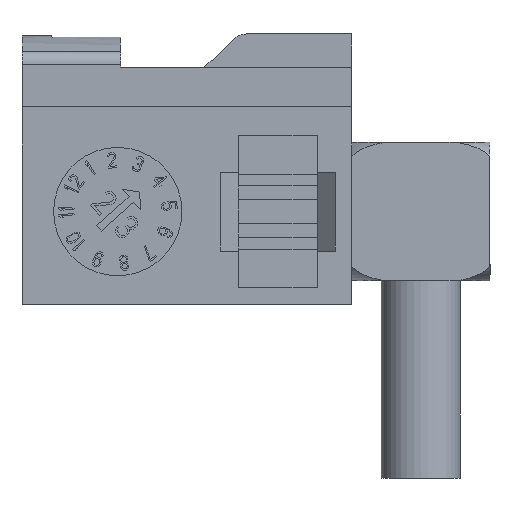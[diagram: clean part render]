
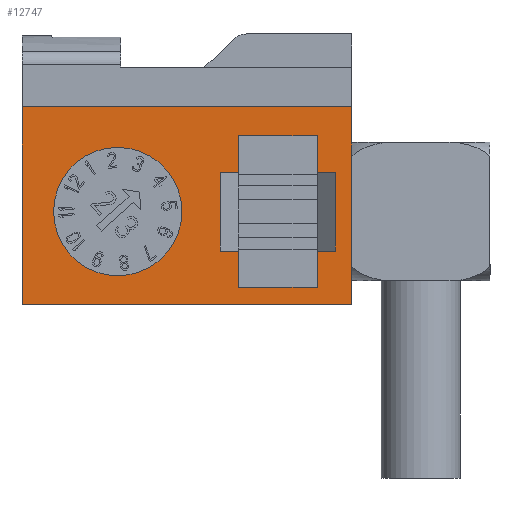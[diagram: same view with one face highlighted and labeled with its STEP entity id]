
A CAD part, front view. The second image highlights one B-rep face of the part: STEP entity #12747.
In plain terms, the highlighted planar face has unit normal (0, -1, 0).
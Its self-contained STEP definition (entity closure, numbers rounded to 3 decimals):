
#945 = CARTESIAN_POINT ( 'NONE',  ( 5.34, -4.75, -2. ) ) ;
#959 = VERTEX_POINT ( 'NONE', #20165 ) ;
#1416 = LINE ( 'NONE', #39068, #34197 ) ;
#1544 = VECTOR ( 'NONE', #13669, 1000. ) ;
#1674 = VERTEX_POINT ( 'NONE', #16469 ) ;
#1933 = CARTESIAN_POINT ( 'NONE',  ( 4., -4.75, 0. ) ) ;
#2053 = DIRECTION ( 'NONE',  ( 0., -1., 0. ) ) ;
#2588 = LINE ( 'NONE', #9780, #23368 ) ;
#2613 = CARTESIAN_POINT ( 'NONE',  ( 5.34, -4.75, 3.835 ) ) ;
#2780 = CARTESIAN_POINT ( 'NONE',  ( 6.855, -4.75, 2. ) ) ;
#2907 = VERTEX_POINT ( 'NONE', #38493 ) ;
#3032 = CARTESIAN_POINT ( 'NONE',  ( 6.855, -4.75, -3.835 ) ) ;
#3497 = LINE ( 'NONE', #21324, #33198 ) ;
#3521 = CARTESIAN_POINT ( 'NONE',  ( 12.6, -4.75, 0. ) ) ;
#3526 = EDGE_CURVE ( 'NONE', #25069, #7233, #31651, .T. ) ;
#4866 = CARTESIAN_POINT ( 'NONE',  ( 11.77, -4.75, -2. ) ) ;
#5354 = DIRECTION ( 'NONE',  ( -1., 0., 0. ) ) ;
#5439 = CARTESIAN_POINT ( 'NONE',  ( 5.94, -4.75, 3.887 ) ) ;
#5644 = ORIENTED_EDGE ( 'NONE', *, *, #12251, .T. ) ;
#6232 = EDGE_CURVE ( 'NONE', #18586, #959, #33438, .T. ) ;
#7175 = DIRECTION ( 'NONE',  ( 0., 0., -1. ) ) ;
#7233 = VERTEX_POINT ( 'NONE', #36228 ) ;
#7391 = VERTEX_POINT ( 'NONE', #43007 ) ;
#7466 = EDGE_CURVE ( 'NONE', #959, #24233, #22889, .T. ) ;
#8222 = DIRECTION ( 'NONE',  ( 1., 0., 0. ) ) ;
#8309 = VERTEX_POINT ( 'NONE', #3032 ) ;
#8687 = CIRCLE ( 'NONE', #14422, 3.25 ) ;
#8773 = VERTEX_POINT ( 'NONE', #32955 ) ;
#8991 = VERTEX_POINT ( 'NONE', #9159 ) ;
#9159 = CARTESIAN_POINT ( 'NONE',  ( 5.94, -4.75, 2. ) ) ;
#9311 = ORIENTED_EDGE ( 'NONE', *, *, #29416, .F. ) ;
#9669 = VERTEX_POINT ( 'NONE', #32536 ) ;
#9780 = CARTESIAN_POINT ( 'NONE',  ( -4.1, -4.75, -4.7 ) ) ;
#9937 = LINE ( 'NONE', #30051, #15116 ) ;
#10064 = EDGE_CURVE ( 'NONE', #1674, #39813, #41880, .T. ) ;
#10180 = ORIENTED_EDGE ( 'NONE', *, *, #21177, .T. ) ;
#10230 = DIRECTION ( 'NONE',  ( -1., 0., 0. ) ) ;
#10409 = VERTEX_POINT ( 'NONE', #12676 ) ;
#10655 = EDGE_CURVE ( 'NONE', #31010, #24233, #31616, .T. ) ;
#12251 = EDGE_CURVE ( 'NONE', #10409, #8309, #22884, .T. ) ;
#12676 = CARTESIAN_POINT ( 'NONE',  ( 10.855, -4.75, -3.835 ) ) ;
#12722 = DIRECTION ( 'NONE',  ( -1., 0., 0. ) ) ;
#12744 = EDGE_LOOP ( 'NONE', ( #13971, #38114 ) ) ;
#12747 = ADVANCED_FACE ( 'NONE', ( #14330, #28113, #35080 ), #17957, .F. ) ;
#12925 = EDGE_CURVE ( 'NONE', #7391, #31010, #23958, .T. ) ;
#13033 = DIRECTION ( 'NONE',  ( 0., -1., 0. ) ) ;
#13466 = EDGE_LOOP ( 'NONE', ( #9311, #36093, #26850, #39456 ) ) ;
#13669 = DIRECTION ( 'NONE',  ( 0., 0., -1. ) ) ;
#13971 = ORIENTED_EDGE ( 'NONE', *, *, #10064, .F. ) ;
#13996 = ORIENTED_EDGE ( 'NONE', *, *, #10655, .F. ) ;
#14297 = LINE ( 'NONE', #21750, #28283 ) ;
#14330 = FACE_BOUND ( 'NONE', #12744, .T. ) ;
#14422 = AXIS2_PLACEMENT_3D ( 'NONE', #33590, #13033, #27281 ) ;
#14517 = DIRECTION ( 'NONE',  ( -1., 0., 0. ) ) ;
#14929 = DIRECTION ( 'NONE',  ( 1., 0., 0. ) ) ;
#15116 = VECTOR ( 'NONE', #16256, 1000. ) ;
#15538 = EDGE_LOOP ( 'NONE', ( #20262, #25264, #44344, #10180, #5644, #27997, #34300, #34721, #27328, #16258, #22353, #13996 ) ) ;
#16167 = VECTOR ( 'NONE', #34573, 1000. ) ;
#16256 = DIRECTION ( 'NONE',  ( 0., 0., -1. ) ) ;
#16258 = ORIENTED_EDGE ( 'NONE', *, *, #6232, .T. ) ;
#16469 = CARTESIAN_POINT ( 'NONE',  ( -2.5, -4.75, 0. ) ) ;
#17957 = PLANE ( 'NONE',  #34425 ) ;
#17970 = CARTESIAN_POINT ( 'NONE',  ( 6.855, -4.75, -2. ) ) ;
#18260 = CARTESIAN_POINT ( 'NONE',  ( 10.855, -4.75, 2. ) ) ;
#18477 = VECTOR ( 'NONE', #30084, 1000. ) ;
#18586 = VERTEX_POINT ( 'NONE', #32471 ) ;
#18698 = LINE ( 'NONE', #32460, #38392 ) ;
#19062 = CARTESIAN_POINT ( 'NONE',  ( 10.855, -4.75, 2. ) ) ;
#19077 = VERTEX_POINT ( 'NONE', #21993 ) ;
#19162 = VECTOR ( 'NONE', #42972, 1000. ) ;
#20046 = VECTOR ( 'NONE', #12722, 1000. ) ;
#20165 = CARTESIAN_POINT ( 'NONE',  ( 6.855, -4.75, 3.835 ) ) ;
#20262 = ORIENTED_EDGE ( 'NONE', *, *, #12925, .F. ) ;
#21177 = EDGE_CURVE ( 'NONE', #8773, #10409, #9937, .T. ) ;
#21324 = CARTESIAN_POINT ( 'NONE',  ( 10.855, -4.75, -2. ) ) ;
#21750 = CARTESIAN_POINT ( 'NONE',  ( -4.1, -4.75, 5.3 ) ) ;
#21792 = EDGE_CURVE ( 'NONE', #32580, #8773, #3497, .T. ) ;
#21993 = CARTESIAN_POINT ( 'NONE',  ( 12.6, -4.75, 5.3 ) ) ;
#22353 = ORIENTED_EDGE ( 'NONE', *, *, #7466, .T. ) ;
#22400 = LINE ( 'NONE', #5439, #22788 ) ;
#22788 = VECTOR ( 'NONE', #43170, 1000. ) ;
#22884 = LINE ( 'NONE', #36640, #20046 ) ;
#22889 = LINE ( 'NONE', #2613, #34288 ) ;
#23141 = AXIS2_PLACEMENT_3D ( 'NONE', #36285, #2053, #38015 ) ;
#23368 = VECTOR ( 'NONE', #34102, 1000. ) ;
#23958 = LINE ( 'NONE', #27852, #26527 ) ;
#24233 = VERTEX_POINT ( 'NONE', #38750 ) ;
#25069 = VERTEX_POINT ( 'NONE', #17970 ) ;
#25264 = ORIENTED_EDGE ( 'NONE', *, *, #30552, .T. ) ;
#25478 = EDGE_CURVE ( 'NONE', #25069, #8309, #28955, .T. ) ;
#25849 = DIRECTION ( 'NONE',  ( 0., 1., 0. ) ) ;
#26527 = VECTOR ( 'NONE', #10230, 1000. ) ;
#26785 = LINE ( 'NONE', #3521, #1544 ) ;
#26850 = ORIENTED_EDGE ( 'NONE', *, *, #32945, .T. ) ;
#27169 = DIRECTION ( 'NONE',  ( 1., 0., 0. ) ) ;
#27281 = DIRECTION ( 'NONE',  ( 1., 0., 0. ) ) ;
#27328 = ORIENTED_EDGE ( 'NONE', *, *, #33659, .F. ) ;
#27491 = CARTESIAN_POINT ( 'NONE',  ( -4.1, -4.75, 5.3 ) ) ;
#27723 = CARTESIAN_POINT ( 'NONE',  ( 11.77, -4.75, 3.887 ) ) ;
#27852 = CARTESIAN_POINT ( 'NONE',  ( 10.855, -4.75, 2. ) ) ;
#27997 = ORIENTED_EDGE ( 'NONE', *, *, #25478, .F. ) ;
#28113 = FACE_BOUND ( 'NONE', #15538, .T. ) ;
#28283 = VECTOR ( 'NONE', #42274, 1000. ) ;
#28439 = EDGE_CURVE ( 'NONE', #39813, #1674, #8687, .T. ) ;
#28669 = DIRECTION ( 'NONE',  ( 0., 0., 1. ) ) ;
#28955 = LINE ( 'NONE', #42734, #19162 ) ;
#29187 = VERTEX_POINT ( 'NONE', #27491 ) ;
#29416 = EDGE_CURVE ( 'NONE', #19077, #2907, #26785, .T. ) ;
#29778 = VECTOR ( 'NONE', #7175, 1000. ) ;
#30051 = CARTESIAN_POINT ( 'NONE',  ( 10.855, -4.75, -2. ) ) ;
#30084 = DIRECTION ( 'NONE',  ( 0., 0., 1. ) ) ;
#30552 = EDGE_CURVE ( 'NONE', #7391, #32580, #34237, .T. ) ;
#31010 = VERTEX_POINT ( 'NONE', #19062 ) ;
#31616 = LINE ( 'NONE', #18260, #33102 ) ;
#31651 = LINE ( 'NONE', #945, #16167 ) ;
#32460 = CARTESIAN_POINT ( 'NONE',  ( 5.34, -4.75, 2. ) ) ;
#32471 = CARTESIAN_POINT ( 'NONE',  ( 6.855, -4.75, 2. ) ) ;
#32536 = CARTESIAN_POINT ( 'NONE',  ( -4.1, -4.75, -4.7 ) ) ;
#32580 = VERTEX_POINT ( 'NONE', #4866 ) ;
#32945 = EDGE_CURVE ( 'NONE', #29187, #9669, #14297, .T. ) ;
#32955 = CARTESIAN_POINT ( 'NONE',  ( 10.855, -4.75, -2. ) ) ;
#33102 = VECTOR ( 'NONE', #28669, 1000. ) ;
#33198 = VECTOR ( 'NONE', #14517, 1000. ) ;
#33438 = LINE ( 'NONE', #2780, #18477 ) ;
#33590 = CARTESIAN_POINT ( 'NONE',  ( 0.75, -4.75, 0. ) ) ;
#33659 = EDGE_CURVE ( 'NONE', #18586, #8991, #18698, .T. ) ;
#34102 = DIRECTION ( 'NONE',  ( 1., 0., 0. ) ) ;
#34197 = VECTOR ( 'NONE', #14929, 1000. ) ;
#34237 = LINE ( 'NONE', #27723, #29778 ) ;
#34288 = VECTOR ( 'NONE', #27169, 1000. ) ;
#34300 = ORIENTED_EDGE ( 'NONE', *, *, #3526, .T. ) ;
#34425 = AXIS2_PLACEMENT_3D ( 'NONE', #38916, #25849, #8222 ) ;
#34573 = DIRECTION ( 'NONE',  ( -1., 0., 0. ) ) ;
#34721 = ORIENTED_EDGE ( 'NONE', *, *, #41219, .F. ) ;
#35050 = EDGE_CURVE ( 'NONE', #9669, #2907, #2588, .T. ) ;
#35080 = FACE_OUTER_BOUND ( 'NONE', #13466, .T. ) ;
#35269 = EDGE_CURVE ( 'NONE', #29187, #19077, #1416, .T. ) ;
#36093 = ORIENTED_EDGE ( 'NONE', *, *, #35269, .F. ) ;
#36228 = CARTESIAN_POINT ( 'NONE',  ( 5.94, -4.75, -2. ) ) ;
#36285 = CARTESIAN_POINT ( 'NONE',  ( 0.75, -4.75, 0. ) ) ;
#36640 = CARTESIAN_POINT ( 'NONE',  ( 12.37, -4.75, -3.835 ) ) ;
#38015 = DIRECTION ( 'NONE',  ( -1., 0., 0. ) ) ;
#38114 = ORIENTED_EDGE ( 'NONE', *, *, #28439, .F. ) ;
#38392 = VECTOR ( 'NONE', #5354, 1000. ) ;
#38493 = CARTESIAN_POINT ( 'NONE',  ( 12.6, -4.75, -4.7 ) ) ;
#38750 = CARTESIAN_POINT ( 'NONE',  ( 10.855, -4.75, 3.835 ) ) ;
#38916 = CARTESIAN_POINT ( 'NONE',  ( 0., -4.75, 0. ) ) ;
#39068 = CARTESIAN_POINT ( 'NONE',  ( -4.1, -4.75, 5.3 ) ) ;
#39456 = ORIENTED_EDGE ( 'NONE', *, *, #35050, .T. ) ;
#39813 = VERTEX_POINT ( 'NONE', #1933 ) ;
#41219 = EDGE_CURVE ( 'NONE', #8991, #7233, #22400, .T. ) ;
#41880 = CIRCLE ( 'NONE', #23141, 3.25 ) ;
#42274 = DIRECTION ( 'NONE',  ( 0., 0., -1. ) ) ;
#42734 = CARTESIAN_POINT ( 'NONE',  ( 6.855, -4.75, -2. ) ) ;
#42972 = DIRECTION ( 'NONE',  ( 0., 0., -1. ) ) ;
#43007 = CARTESIAN_POINT ( 'NONE',  ( 11.77, -4.75, 2. ) ) ;
#43170 = DIRECTION ( 'NONE',  ( 0., 0., -1. ) ) ;
#44344 = ORIENTED_EDGE ( 'NONE', *, *, #21792, .T. ) ;
